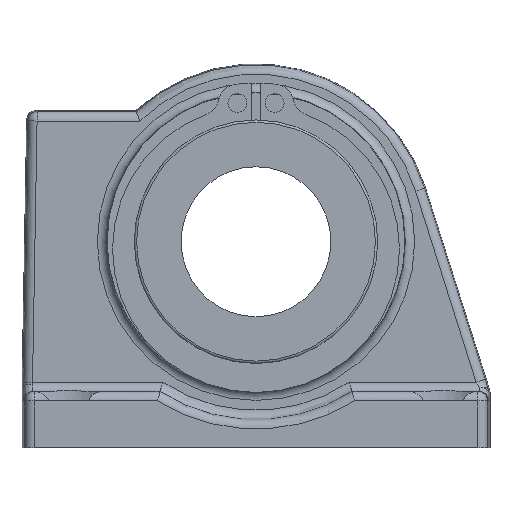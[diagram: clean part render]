
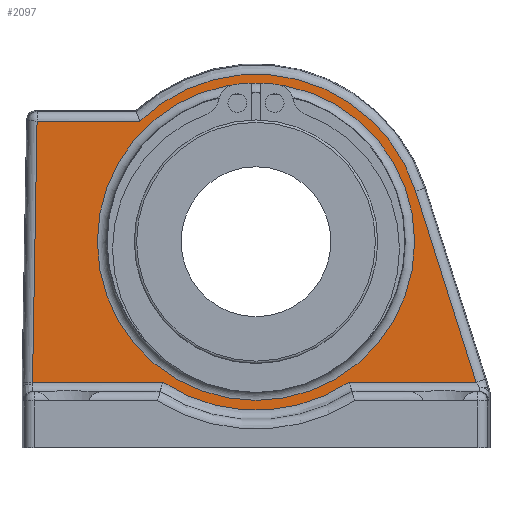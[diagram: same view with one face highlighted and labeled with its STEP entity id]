
A CAD part, front view. The second image highlights one B-rep face of the part: STEP entity #2097.
In plain terms, the highlighted planar face has unit normal (0, -1, 0).
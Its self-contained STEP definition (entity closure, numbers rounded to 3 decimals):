
#64=FACE_BOUND('',#588,.T.);
#106=PLANE('',#2383);
#215=LINE('',#3922,#343);
#216=LINE('',#3924,#344);
#217=LINE('',#3928,#345);
#218=LINE('',#3930,#346);
#219=LINE('',#3931,#347);
#343=VECTOR('',#2858,1000.);
#344=VECTOR('',#2859,1000.);
#345=VECTOR('',#2862,1000.);
#346=VECTOR('',#2863,1000.);
#347=VECTOR('',#2864,1000.);
#448=FACE_OUTER_BOUND('',#587,.T.);
#587=EDGE_LOOP('',(#1586,#1587,#1588,#1589,#1590,#1591,#1592));
#588=EDGE_LOOP('',(#1593));
#750=CIRCLE('',#2297,16.948);
#756=CIRCLE('',#2305,18.);
#794=CIRCLE('',#2384,17.886);
#893=VERTEX_POINT('',#3412);
#901=VERTEX_POINT('',#3456);
#902=VERTEX_POINT('',#3471);
#988=VERTEX_POINT('',#3921);
#989=VERTEX_POINT('',#3923);
#990=VERTEX_POINT('',#3925);
#991=VERTEX_POINT('',#3927);
#992=VERTEX_POINT('',#3929);
#1078=EDGE_CURVE('',#893,#893,#750,.T.);
#1087=EDGE_CURVE('',#902,#901,#756,.T.);
#1222=EDGE_CURVE('',#901,#988,#215,.T.);
#1223=EDGE_CURVE('',#988,#989,#216,.T.);
#1224=EDGE_CURVE('',#989,#990,#794,.T.);
#1225=EDGE_CURVE('',#990,#991,#217,.T.);
#1226=EDGE_CURVE('',#991,#992,#218,.T.);
#1227=EDGE_CURVE('',#992,#902,#219,.T.);
#1586=ORIENTED_EDGE('',*,*,#1087,.T.);
#1587=ORIENTED_EDGE('',*,*,#1222,.T.);
#1588=ORIENTED_EDGE('',*,*,#1223,.T.);
#1589=ORIENTED_EDGE('',*,*,#1224,.T.);
#1590=ORIENTED_EDGE('',*,*,#1225,.T.);
#1591=ORIENTED_EDGE('',*,*,#1226,.T.);
#1592=ORIENTED_EDGE('',*,*,#1227,.T.);
#1593=ORIENTED_EDGE('',*,*,#1078,.T.);
#2097=ADVANCED_FACE('',(#448,#64),#106,.F.);
#2297=AXIS2_PLACEMENT_3D('',#3413,#2599,#2600);
#2305=AXIS2_PLACEMENT_3D('',#3472,#2615,#2616);
#2383=AXIS2_PLACEMENT_3D('',#3920,#2856,#2857);
#2384=AXIS2_PLACEMENT_3D('',#3926,#2860,#2861);
#2599=DIRECTION('center_axis',(0.,1.,0.));
#2600=DIRECTION('ref_axis',(0.,0.,1.));
#2615=DIRECTION('center_axis',(0.,-1.,0.));
#2616=DIRECTION('ref_axis',(0.,0.,1.));
#2856=DIRECTION('center_axis',(0.,1.,0.));
#2857=DIRECTION('ref_axis',(0.,0.,1.));
#2858=DIRECTION('',(-1.,0.,0.));
#2859=DIRECTION('',(0.302,0.,-0.953));
#2860=DIRECTION('center_axis',(0.,-1.,0.));
#2861=DIRECTION('ref_axis',(0.,0.,1.));
#2862=DIRECTION('',(1.,0.,0.));
#2863=DIRECTION('',(0.017,0.,1.));
#2864=DIRECTION('',(-1.,0.,0.));
#3412=CARTESIAN_POINT('',(0.,-7.5,-37.448));
#3413=CARTESIAN_POINT('Origin',(0.,-7.5,-20.5));
#3456=CARTESIAN_POINT('',(-9.95,-7.5,-5.5));
#3471=CARTESIAN_POINT('',(9.95,-7.5,-5.5));
#3472=CARTESIAN_POINT('Origin',(0.,-7.5,-20.5));
#3920=CARTESIAN_POINT('Origin',(0.,-7.5,-20.5));
#3921=CARTESIAN_POINT('',(-23.515,-7.5,-5.5));
#3922=CARTESIAN_POINT('',(-24.859,-7.5,-5.5));
#3923=CARTESIAN_POINT('',(-17.051,-7.5,-25.902));
#3924=CARTESIAN_POINT('',(-17.051,-7.5,-25.902));
#3925=CARTESIAN_POINT('',(12.404,-7.5,-33.386));
#3926=CARTESIAN_POINT('Origin',(0.,-7.5,-20.5));
#3927=CARTESIAN_POINT('',(23.382,-7.5,-33.386));
#3928=CARTESIAN_POINT('',(24.348,-7.5,-33.386));
#3929=CARTESIAN_POINT('',(23.869,-7.5,-5.5));
#3930=CARTESIAN_POINT('',(23.877,-7.5,-5.055));
#3931=CARTESIAN_POINT('',(10.247,-7.5,-5.5));
